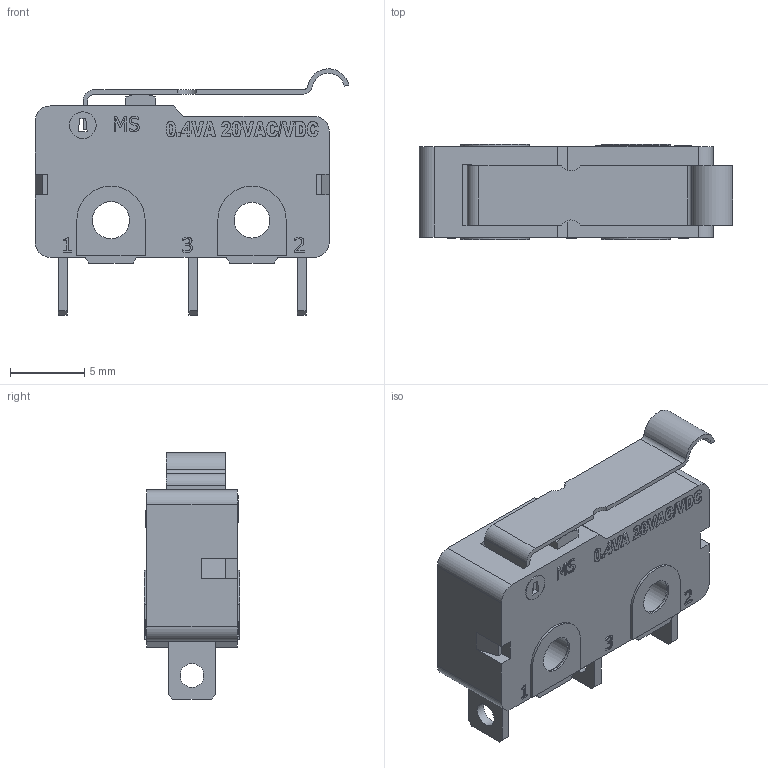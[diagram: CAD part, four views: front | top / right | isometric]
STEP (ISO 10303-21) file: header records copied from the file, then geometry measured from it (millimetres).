
FILE_DESCRIPTION((' '),'2;1');
FILE_NAME('MS085xx04FxxxS1A.stp','2017-07-25T16:09:04',(' '),(' '),' ','ACIS',' ');
FILE_SCHEMA(('CONFIG_CONTROL_DESIGN'));
Length unit declared in the file: inch
Products named in the file (1): MS085xx04FxxxS1A.stp
Bounding box: 21.12 x 6.4 x 16.6 mm (x, y, z)
Volume: 798.3 mm3; surface area: 1647.2 mm2
Topology: 1 solids, 4 shells, 612 faces, 1655 edges, 1103 vertices
Faces by surface type: plane 409, bspline 176, cylinder 27
Full cylindrical faces by diameter (mm): 1.6 x3, 1.8 x1, 2.4 x2, 2.5 x2, 3.7 x2
Entity records: 20075 total; most frequent: CARTESIAN_POINT 5733, ORIENTED_EDGE 3286, DIRECTION 2220, EDGE_CURVE 1643, VECTOR 1236, LINE 1236, VERTEX_POINT 1101, EDGE_LOOP 689
